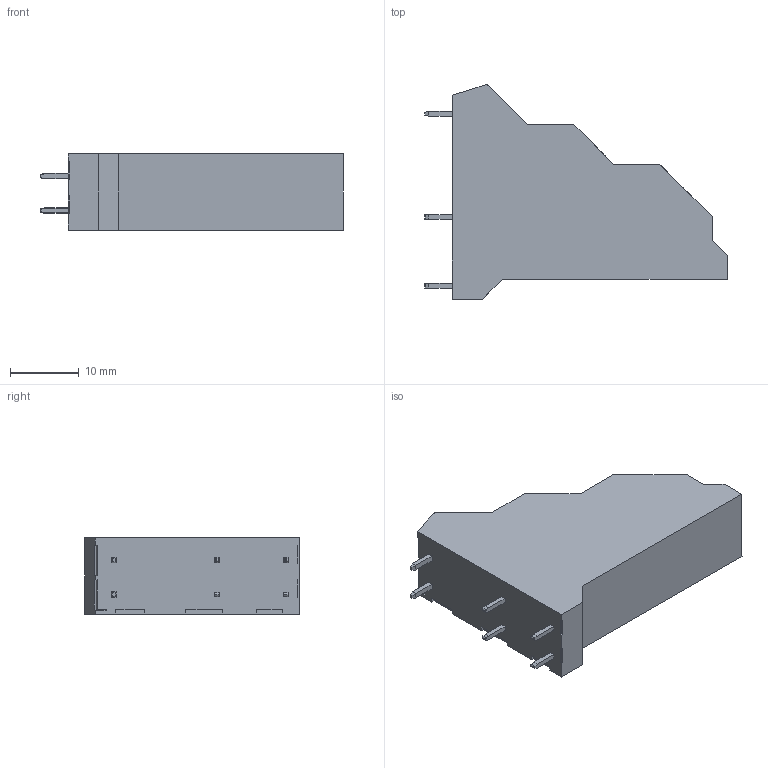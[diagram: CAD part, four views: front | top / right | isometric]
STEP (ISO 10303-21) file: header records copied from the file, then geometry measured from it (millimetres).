
FILE_DESCRIPTION(/* description */ (''),/* implementation_level */ '2;1');
FILE_NAME(/* name */ '258202.stp',/* time_stamp */ '2022-05-12T09:07:31+08:00',/* author */ (''),/* organization */ (''),/* preprocessor_version */ 'ST-DEVELOPER v16',/* originating_system */ 'SIEMENS PLM Software NX 10.0',/* authorisation */ '');
FILE_SCHEMA (('AP203_CONFIGURATION_CONTROLLED_3D_DESIGN_OF_MECHANICAL_PARTS_AND_ASSEMBLIES_MIM_LF { 1 0 10303 403 2 1 2}'));
Length unit declared in the file: millimetre
Products named in the file (1): syf02548DFB1qu6s
Bounding box: 44 x 31.19 x 11.1 mm (x, y, z)
Volume: 8519.7 mm3; surface area: 3154.2 mm2
Topology: 1 solids, 1 shells, 579 faces, 1633 edges, 1086 vertices
Faces by surface type: plane 525, cylinder 21, extrusion 21, bspline 6, cone 6
Entity records: 18855 total; most frequent: CARTESIAN_POINT 3857, ORIENTED_EDGE 3266, DIRECTION 2730, EDGE_CURVE 1633, VECTOR 1504, LINE 1483, VERTEX_POINT 1086, AXIS2_PLACEMENT_3D 613
